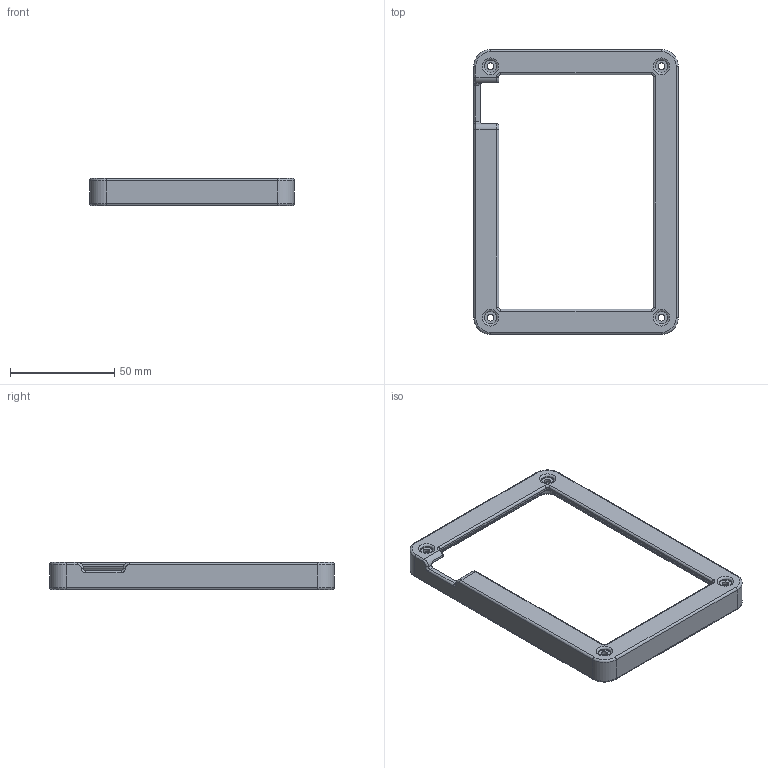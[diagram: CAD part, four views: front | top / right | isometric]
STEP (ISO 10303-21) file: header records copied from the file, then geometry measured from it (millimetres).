
FILE_DESCRIPTION(/* description */ (''),/* implementation_level */ '2;1');
FILE_NAME(/* name */ 'Shrimple 20 Keypad Case Cover.step',/* time_stamp */ '2026-01-05T22:37:21-05:00',/* author */ (''),/* organization */ (''),/* preprocessor_version */ 'ST-DEVELOPER v20.1',/* originating_system */ 'Autodesk Translation Framework v14.21.0.0',/* authorisation */ '');
FILE_SCHEMA (('AUTOMOTIVE_DESIGN { 1 0 10303 214 3 1 1 }'));
Length unit declared in the file: millimetre
Products named in the file (1): Keyboard Case_Shrimple 20 Cover
Bounding box: 98 x 136.5 x 13 mm (x, y, z)
Volume: 26987.5 mm3; surface area: 19938.5 mm2
Topology: 1 solids, 1 shells, 114 faces, 263 edges, 154 vertices
Faces by surface type: cylinder 55, torus 36, plane 21, sphere 2
Full cylindrical faces by diameter (mm): 3.2 x4, 6 x4
Entity records: 3310 total; most frequent: DIRECTION 647, CARTESIAN_POINT 564, ORIENTED_EDGE 526, AXIS2_PLACEMENT_3D 273, EDGE_CURVE 263, CIRCLE 158, VERTEX_POINT 154, EDGE_LOOP 127
